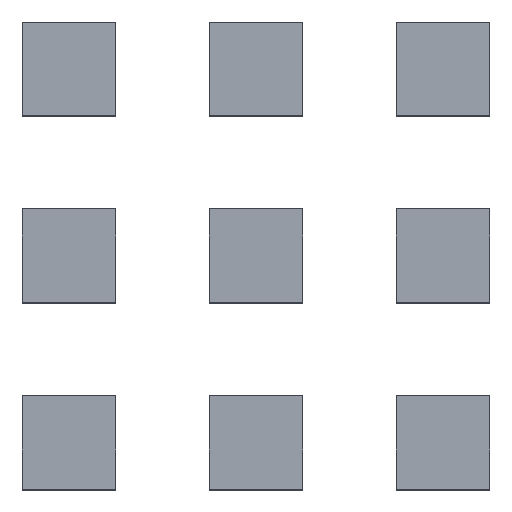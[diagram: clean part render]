
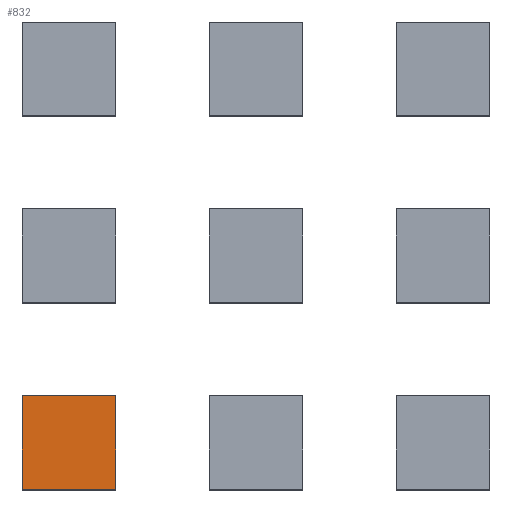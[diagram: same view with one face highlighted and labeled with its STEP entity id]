
A CAD part, top view. The second image highlights one B-rep face of the part: STEP entity #832.
In plain terms, the highlighted planar face has unit normal (0, 0, 1).
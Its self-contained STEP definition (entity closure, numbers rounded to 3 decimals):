
#144=FACE_OUTER_BOUND('',#192,.T.);
#192=EDGE_LOOP('',(#607,#608,#609,#610));
#235=LINE('',#1227,#331);
#239=LINE('',#1236,#335);
#244=LINE('',#1244,#340);
#246=LINE('',#1248,#342);
#331=VECTOR('',#978,10.);
#335=VECTOR('',#984,10.);
#340=VECTOR('',#991,10.);
#342=VECTOR('',#997,10.);
#427=VERTEX_POINT('',#1225);
#428=VERTEX_POINT('',#1226);
#431=VERTEX_POINT('',#1234);
#432=VERTEX_POINT('',#1235);
#491=EDGE_CURVE('',#427,#428,#235,.T.);
#495=EDGE_CURVE('',#431,#432,#239,.T.);
#500=EDGE_CURVE('',#427,#432,#244,.T.);
#502=EDGE_CURVE('',#428,#431,#246,.T.);
#607=ORIENTED_EDGE('',*,*,#500,.T.);
#608=ORIENTED_EDGE('',*,*,#495,.F.);
#609=ORIENTED_EDGE('',*,*,#502,.F.);
#610=ORIENTED_EDGE('',*,*,#491,.F.);
#784=PLANE('',#902);
#832=ADVANCED_FACE('',(#144),#784,.F.);
#902=AXIS2_PLACEMENT_3D('',#1249,#998,#999);
#978=DIRECTION('',(1.,0.,0.));
#984=DIRECTION('',(-1.,0.,0.));
#991=DIRECTION('',(0.,-1.,0.));
#997=DIRECTION('',(0.,-1.,0.));
#998=DIRECTION('center_axis',(0.,0.,-1.));
#999=DIRECTION('ref_axis',(0.,1.,0.));
#1225=CARTESIAN_POINT('',(10.,10.,60.));
#1226=CARTESIAN_POINT('',(20.,10.,60.));
#1227=CARTESIAN_POINT('',(15.,10.,60.));
#1234=CARTESIAN_POINT('',(20.,0.,60.));
#1235=CARTESIAN_POINT('',(10.,0.,60.));
#1236=CARTESIAN_POINT('',(15.,0.,60.));
#1244=CARTESIAN_POINT('',(10.,5.,60.));
#1248=CARTESIAN_POINT('',(20.,5.,60.));
#1249=CARTESIAN_POINT('Origin',(15.,5.,60.));
